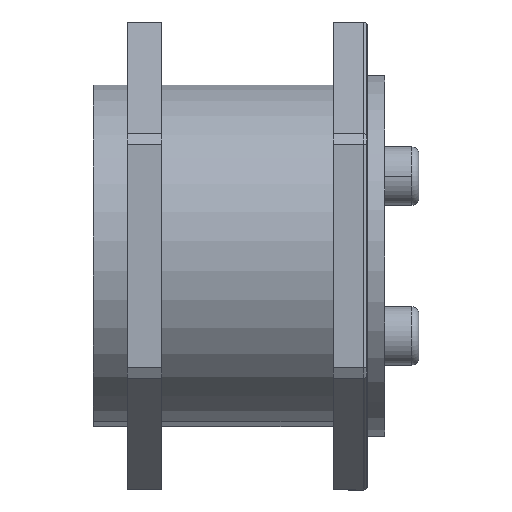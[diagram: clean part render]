
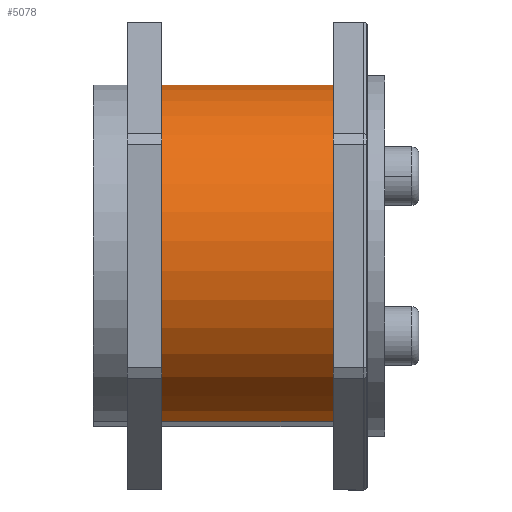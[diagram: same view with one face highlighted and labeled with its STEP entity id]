
A CAD part, front view. The second image highlights one B-rep face of the part: STEP entity #5078.
In plain terms, the highlighted cylindrical face has radius 25 mm (diameter 50 mm), a partial arc.
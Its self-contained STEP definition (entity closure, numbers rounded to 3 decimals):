
#5037=CARTESIAN_POINT('',(0.0,0.0,5.0));
#5038=DIRECTION('',(0.0,0.0,1.0));
#5039=DIRECTION('',(-1.0,0.0,0.0));
#5040=AXIS2_PLACEMENT_3D('',#5037,#5038,#5039);
#5041=CYLINDRICAL_SURFACE('',#5040,25.0);
#5042=CARTESIAN_POINT('',(-25.0,0.,5.0));
#5043=VERTEX_POINT('',#5042);
#5044=CARTESIAN_POINT('',(-25.0,0.,30.0));
#5045=VERTEX_POINT('',#5044);
#5046=CARTESIAN_POINT('',(-25.0,0.,5.0));
#5047=DIRECTION('',(0.0,0.0,1.0));
#5048=VECTOR('',#5047,25.0);
#5049=LINE('',#5046,#5048);
#5050=EDGE_CURVE('',#5043,#5045,#5049,.T.);
#5051=ORIENTED_EDGE('',*,*,#5050,.F.);
#5052=CARTESIAN_POINT('',(25.0,0.,5.0));
#5053=VERTEX_POINT('',#5052);
#5054=CARTESIAN_POINT('',(0.0,0.0,5.0));
#5055=DIRECTION('',(0.0,0.0,-1.0));
#5056=DIRECTION('',(-1.0,0.0,0.0));
#5057=AXIS2_PLACEMENT_3D('',#5054,#5055,#5056);
#5058=CIRCLE('',#5057,25.0);
#5059=EDGE_CURVE('',#5053,#5043,#5058,.T.);
#5060=ORIENTED_EDGE('',*,*,#5059,.F.);
#5061=CARTESIAN_POINT('',(25.0,0.,30.0));
#5062=VERTEX_POINT('',#5061);
#5063=CARTESIAN_POINT('',(25.0,0.,30.0));
#5064=DIRECTION('',(0.0,0.0,-1.0));
#5065=VECTOR('',#5064,25.0);
#5066=LINE('',#5063,#5065);
#5067=EDGE_CURVE('',#5062,#5053,#5066,.T.);
#5068=ORIENTED_EDGE('',*,*,#5067,.F.);
#5069=CARTESIAN_POINT('',(0.0,0.0,30.0));
#5070=DIRECTION('',(0.0,0.0,-1.0));
#5071=DIRECTION('',(-1.0,0.0,0.0));
#5072=AXIS2_PLACEMENT_3D('',#5069,#5070,#5071);
#5073=CIRCLE('',#5072,25.0);
#5074=EDGE_CURVE('',#5062,#5045,#5073,.T.);
#5075=ORIENTED_EDGE('',*,*,#5074,.T.);
#5076=EDGE_LOOP('',(#5051,#5060,#5068,#5075));
#5077=FACE_OUTER_BOUND('',#5076,.T.);
#5078=ADVANCED_FACE('',(#5077),#5041,.T.);
